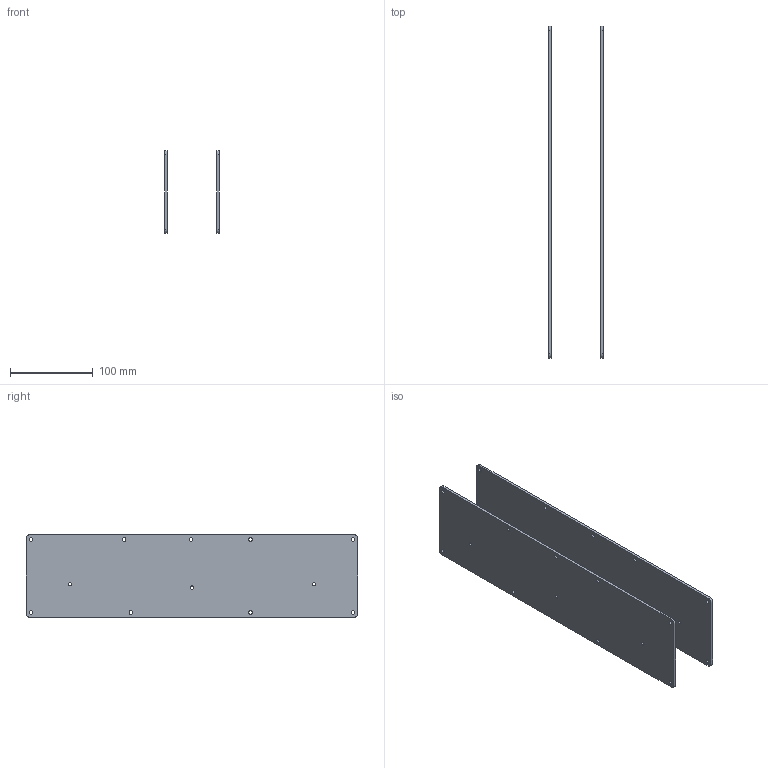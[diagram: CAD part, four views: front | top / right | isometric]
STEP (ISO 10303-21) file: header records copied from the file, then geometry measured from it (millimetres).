
FILE_DESCRIPTION(/* description */ ('STEP AP242','CAx-IF Rec.Pracs.---Representation and Presentation of Product Manufacturing Information (PMI)---4.0---2014-10-13','CAx-IF Rec.Pracs.---3D Tessellated Geometry---0.4---2014-09-14','2;1'),/* implementation_level */ '2;1');
FILE_NAME(/* name */ '667cda31471b733791341034',/* time_stamp */ '2024-06-27T03:19:13Z',/* author */ (''),/* organization */ (''),/* preprocessor_version */ 'ST-DEVELOPER v20',/* originating_system */ ' ',/* authorisation */ ' ');
FILE_SCHEMA (('AP242_MANAGED_MODEL_BASED_3D_ENGINEERING_MIM_LF { 1 0 10303 442 1 1 4 }'));
Length unit declared in the file: metre
Products named in the file (2): Inner; Outer
Bounding box: 66 x 400 x 100 mm (x, y, z)
Volume: 238786.2 mm3; surface area: 166128.9 mm2
Topology: 2 solids, 2 shells, 44 faces, 120 edges, 80 vertices
Faces by surface type: cylinder 32, plane 12
Full cylindrical faces by diameter (mm): 4 x6, 4.5 x18
Entity records: 1452 total; most frequent: DIRECTION 252, CARTESIAN_POINT 222, ORIENTED_EDGE 192, EDGE_LOOP 116, FACE_BOUND 116, AXIS2_PLACEMENT_3D 110, EDGE_CURVE 96, VERTEX_POINT 80
